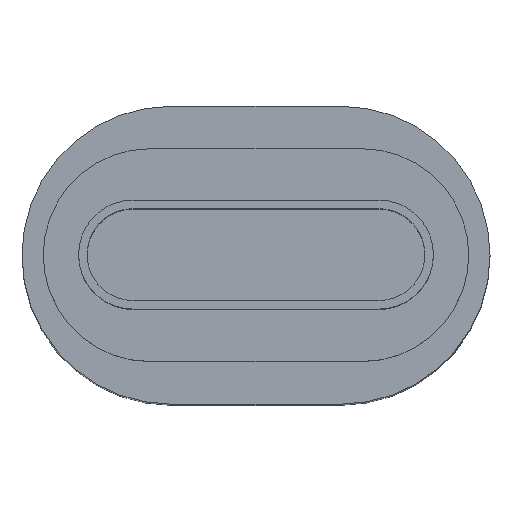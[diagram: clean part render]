
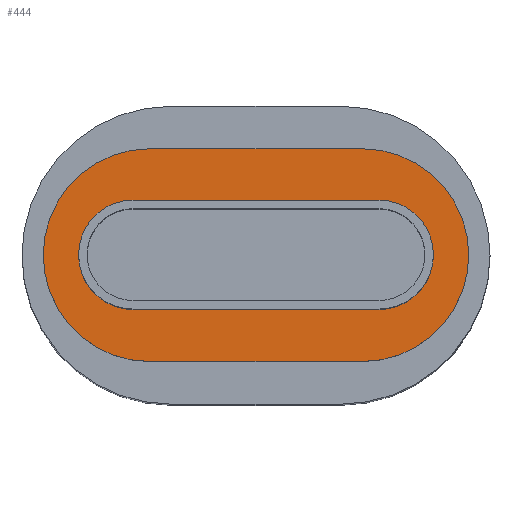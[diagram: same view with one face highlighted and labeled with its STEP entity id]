
A CAD part, top view. The second image highlights one B-rep face of the part: STEP entity #444.
In plain terms, the highlighted planar face has unit normal (0, 0, 1).
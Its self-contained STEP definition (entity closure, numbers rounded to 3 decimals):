
#16=FACE_BOUND('',#74,.T.);
#25=PLANE('',#502);
#45=FACE_OUTER_BOUND('',#73,.T.);
#73=EDGE_LOOP('',(#328,#329,#330,#331));
#74=EDGE_LOOP('',(#332,#333,#334,#335));
#104=LINE('',#720,#140);
#105=LINE('',#724,#141);
#106=LINE('',#730,#142);
#107=LINE('',#733,#143);
#140=VECTOR('',#591,10.);
#141=VECTOR('',#594,10.);
#142=VECTOR('',#599,10.);
#143=VECTOR('',#602,10.);
#174=CIRCLE('',#503,2.5);
#175=CIRCLE('',#504,2.5);
#176=CIRCLE('',#505,1.28);
#177=CIRCLE('',#506,1.28);
#202=VERTEX_POINT('',#718);
#203=VERTEX_POINT('',#719);
#204=VERTEX_POINT('',#721);
#205=VERTEX_POINT('',#723);
#206=VERTEX_POINT('',#726);
#207=VERTEX_POINT('',#727);
#208=VERTEX_POINT('',#729);
#209=VERTEX_POINT('',#731);
#248=EDGE_CURVE('',#202,#203,#104,.T.);
#249=EDGE_CURVE('',#203,#204,#174,.T.);
#250=EDGE_CURVE('',#204,#205,#105,.T.);
#251=EDGE_CURVE('',#205,#202,#175,.T.);
#252=EDGE_CURVE('',#206,#207,#176,.T.);
#253=EDGE_CURVE('',#207,#208,#106,.T.);
#254=EDGE_CURVE('',#208,#209,#177,.T.);
#255=EDGE_CURVE('',#209,#206,#107,.T.);
#328=ORIENTED_EDGE('',*,*,#248,.T.);
#329=ORIENTED_EDGE('',*,*,#249,.T.);
#330=ORIENTED_EDGE('',*,*,#250,.T.);
#331=ORIENTED_EDGE('',*,*,#251,.T.);
#332=ORIENTED_EDGE('',*,*,#252,.T.);
#333=ORIENTED_EDGE('',*,*,#253,.T.);
#334=ORIENTED_EDGE('',*,*,#254,.T.);
#335=ORIENTED_EDGE('',*,*,#255,.T.);
#444=ADVANCED_FACE('',(#45,#16),#25,.T.);
#502=AXIS2_PLACEMENT_3D('',#717,#589,#590);
#503=AXIS2_PLACEMENT_3D('',#722,#592,#593);
#504=AXIS2_PLACEMENT_3D('',#725,#595,#596);
#505=AXIS2_PLACEMENT_3D('',#728,#597,#598);
#506=AXIS2_PLACEMENT_3D('',#732,#600,#601);
#589=DIRECTION('center_axis',(0.,0.,1.));
#590=DIRECTION('ref_axis',(1.,0.,0.));
#591=DIRECTION('',(1.,0.,0.));
#592=DIRECTION('center_axis',(0.,0.,1.));
#593=DIRECTION('ref_axis',(0.,-1.,0.));
#594=DIRECTION('',(-1.,0.,0.));
#595=DIRECTION('center_axis',(0.,0.,1.));
#596=DIRECTION('ref_axis',(0.,1.,0.));
#597=DIRECTION('center_axis',(0.,0.,-1.));
#598=DIRECTION('ref_axis',(0.,-1.,0.));
#599=DIRECTION('',(1.,0.,0.));
#600=DIRECTION('center_axis',(0.,0.,-1.));
#601=DIRECTION('ref_axis',(0.,1.,0.));
#602=DIRECTION('',(-1.,0.,0.));
#717=CARTESIAN_POINT('Origin',(0.,0.,0.));
#718=CARTESIAN_POINT('',(-2.5,-2.5,0.));
#719=CARTESIAN_POINT('',(2.5,-2.5,0.));
#720=CARTESIAN_POINT('',(-2.5,-2.5,0.));
#721=CARTESIAN_POINT('',(2.5,2.5,0.));
#722=CARTESIAN_POINT('Origin',(2.5,0.,0.));
#723=CARTESIAN_POINT('',(-2.5,2.5,0.));
#724=CARTESIAN_POINT('',(2.5,2.5,0.));
#725=CARTESIAN_POINT('Origin',(-2.5,0.,0.));
#726=CARTESIAN_POINT('',(-2.89,-1.28,0.));
#727=CARTESIAN_POINT('',(-2.89,1.28,0.));
#728=CARTESIAN_POINT('Origin',(-2.89,0.,0.));
#729=CARTESIAN_POINT('',(2.89,1.28,0.));
#730=CARTESIAN_POINT('',(-2.89,1.28,0.));
#731=CARTESIAN_POINT('',(2.89,-1.28,0.));
#732=CARTESIAN_POINT('Origin',(2.89,0.,0.));
#733=CARTESIAN_POINT('',(2.89,-1.28,0.));
